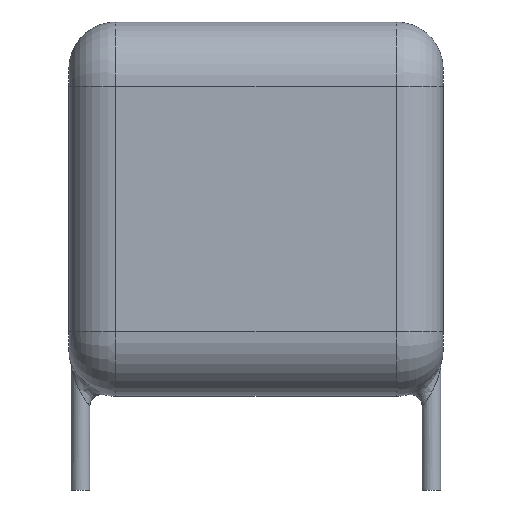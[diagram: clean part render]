
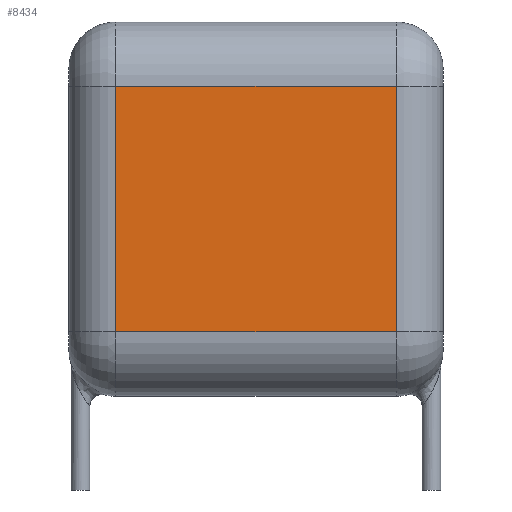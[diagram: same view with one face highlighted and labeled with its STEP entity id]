
A CAD part, front view. The second image highlights one B-rep face of the part: STEP entity #8434.
In plain terms, the highlighted planar face has unit normal (0, -1, 0).
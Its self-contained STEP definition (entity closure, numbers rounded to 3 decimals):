
#307 = DIRECTION ( 'NONE',  ( 0., 1., 0. ) ) ;
#491 = FACE_OUTER_BOUND ( 'NONE', #3547, .T. ) ;
#855 = CARTESIAN_POINT ( 'NONE',  ( -6., -2.75, 16.01 ) ) ;
#1321 = CARTESIAN_POINT ( 'NONE',  ( 6., -2.75, 16.01 ) ) ;
#1326 = LINE ( 'NONE', #11879, #3102 ) ;
#1361 = VERTEX_POINT ( 'NONE', #9096 ) ;
#1857 = EDGE_CURVE ( 'NONE', #7712, #1361, #4800, .T. ) ;
#2156 = DIRECTION ( 'NONE',  ( 1., 0., 0. ) ) ;
#2274 = VECTOR ( 'NONE', #8525, 1000. ) ;
#2490 = ORIENTED_EDGE ( 'NONE', *, *, #8418, .T. ) ;
#3102 = VECTOR ( 'NONE', #2156, 1000. ) ;
#3284 = PLANE ( 'NONE',  #7346 ) ;
#3547 = EDGE_LOOP ( 'NONE', ( #3708, #9413, #2490, #9432 ) ) ;
#3708 = ORIENTED_EDGE ( 'NONE', *, *, #8840, .T. ) ;
#3740 = LINE ( 'NONE', #10517, #4490 ) ;
#4335 = CARTESIAN_POINT ( 'NONE',  ( 6., -2.75, 2.76 ) ) ;
#4490 = VECTOR ( 'NONE', #10711, 1000. ) ;
#4795 = CARTESIAN_POINT ( 'NONE',  ( -6., -2.75, 2.76 ) ) ;
#4800 = LINE ( 'NONE', #1321, #5559 ) ;
#5559 = VECTOR ( 'NONE', #10575, 1000. ) ;
#6000 = DIRECTION ( 'NONE',  ( 0., 0., 1. ) ) ;
#6567 = CARTESIAN_POINT ( 'NONE',  ( -6., -2.75, 13.26 ) ) ;
#7262 = CARTESIAN_POINT ( 'NONE',  ( -8., -2.75, 16.01 ) ) ;
#7346 = AXIS2_PLACEMENT_3D ( 'NONE', #7262, #307, #6000 ) ;
#7712 = VERTEX_POINT ( 'NONE', #4335 ) ;
#7782 = EDGE_CURVE ( 'NONE', #8506, #9229, #8651, .T. ) ;
#8418 = EDGE_CURVE ( 'NONE', #9229, #7712, #1326, .T. ) ;
#8434 = ADVANCED_FACE ( 'NONE', ( #491 ), #3284, .F. ) ;
#8506 = VERTEX_POINT ( 'NONE', #6567 ) ;
#8525 = DIRECTION ( 'NONE',  ( 0., 0., -1. ) ) ;
#8651 = LINE ( 'NONE', #855, #2274 ) ;
#8840 = EDGE_CURVE ( 'NONE', #1361, #8506, #3740, .T. ) ;
#9096 = CARTESIAN_POINT ( 'NONE',  ( 6., -2.75, 13.26 ) ) ;
#9229 = VERTEX_POINT ( 'NONE', #4795 ) ;
#9413 = ORIENTED_EDGE ( 'NONE', *, *, #7782, .T. ) ;
#9432 = ORIENTED_EDGE ( 'NONE', *, *, #1857, .T. ) ;
#10517 = CARTESIAN_POINT ( 'NONE',  ( -8., -2.75, 13.26 ) ) ;
#10575 = DIRECTION ( 'NONE',  ( 0., 0., 1. ) ) ;
#10711 = DIRECTION ( 'NONE',  ( -1., 0., 0. ) ) ;
#11879 = CARTESIAN_POINT ( 'NONE',  ( 8., -2.75, 2.76 ) ) ;
